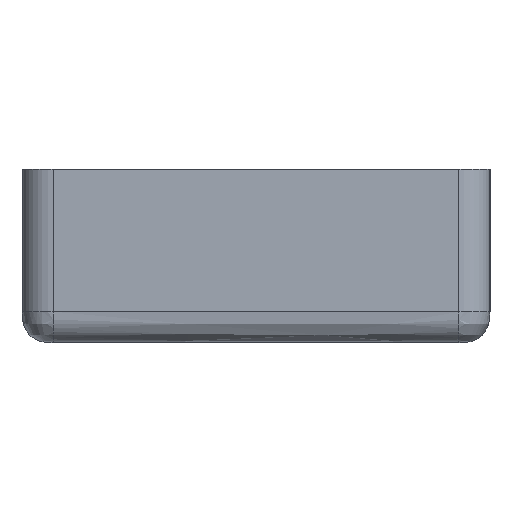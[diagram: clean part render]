
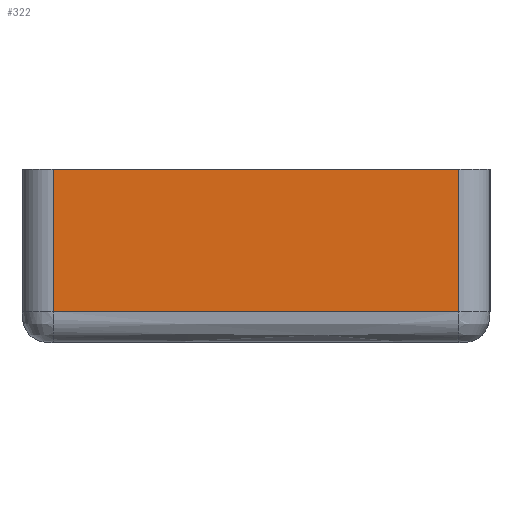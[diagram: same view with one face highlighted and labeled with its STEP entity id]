
A CAD part, left-side view. The second image highlights one B-rep face of the part: STEP entity #322.
In plain terms, the highlighted planar face has unit normal (-1, 0, 0).
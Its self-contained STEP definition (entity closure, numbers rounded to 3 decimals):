
#283=CARTESIAN_POINT('',(-94.75,320.,0.2));
#284=DIRECTION('',(-1.,0.,0.));
#285=DIRECTION('',(0.,-1.,0.));
#286=AXIS2_PLACEMENT_3D('',#283,#284,#285);
#287=PLANE('',#286);
#288=CARTESIAN_POINT('',(-94.75,327.825,6.7));
#289=VERTEX_POINT('',#288);
#290=CARTESIAN_POINT('',(-94.75,327.825,1.2));
#291=VERTEX_POINT('',#290);
#292=CARTESIAN_POINT('',(-94.75,327.825,6.7));
#293=DIRECTION('',(-0.,-0.,-1.));
#294=VECTOR('',#293,5.5);
#295=LINE('',#292,#294);
#296=EDGE_CURVE('',#289,#291,#295,.T.);
#297=ORIENTED_EDGE('',*,*,#296,.T.);
#298=CARTESIAN_POINT('',(-94.75,312.175,1.2));
#299=VERTEX_POINT('',#298);
#300=CARTESIAN_POINT('',(-94.75,327.825,1.2));
#301=DIRECTION('',(0.,-1.,0.));
#302=VECTOR('',#301,15.65);
#303=LINE('',#300,#302);
#304=EDGE_CURVE('',#291,#299,#303,.T.);
#305=ORIENTED_EDGE('',*,*,#304,.T.);
#306=CARTESIAN_POINT('',(-94.75,312.175,6.7));
#307=VERTEX_POINT('',#306);
#308=CARTESIAN_POINT('',(-94.75,312.175,1.2));
#309=DIRECTION('',(0.,0.,1.));
#310=VECTOR('',#309,5.5);
#311=LINE('',#308,#310);
#312=EDGE_CURVE('',#299,#307,#311,.T.);
#313=ORIENTED_EDGE('',*,*,#312,.T.);
#314=CARTESIAN_POINT('',(-94.75,327.825,6.7));
#315=DIRECTION('',(0.,-1.,0.));
#316=VECTOR('',#315,15.65);
#317=LINE('',#314,#316);
#318=EDGE_CURVE('',#289,#307,#317,.T.);
#319=ORIENTED_EDGE('',*,*,#318,.F.);
#320=EDGE_LOOP('',(#297,#305,#313,#319));
#321=FACE_BOUND('',#320,.T.);
#322=ADVANCED_FACE('',(#321),#287,.T.);
